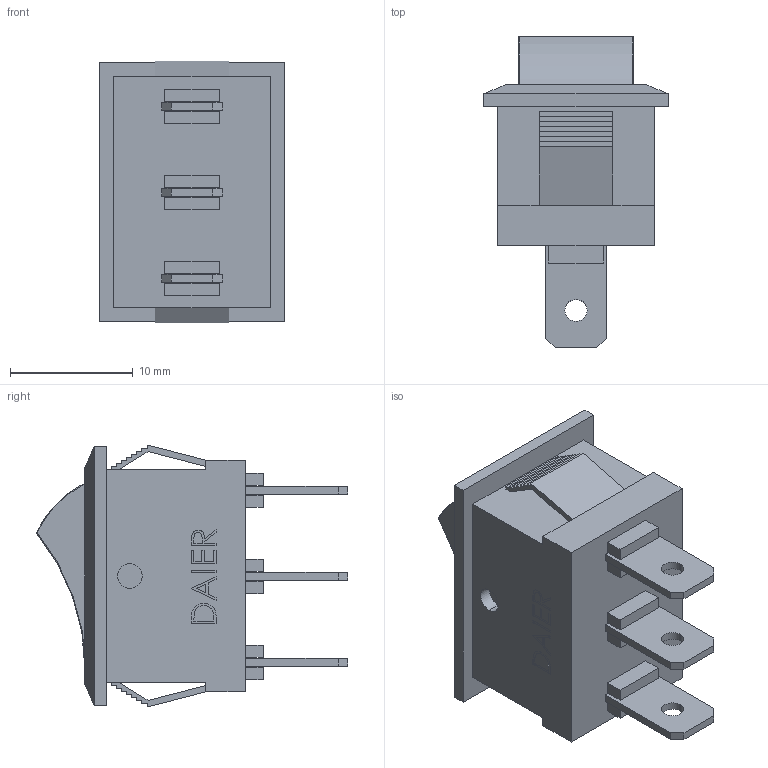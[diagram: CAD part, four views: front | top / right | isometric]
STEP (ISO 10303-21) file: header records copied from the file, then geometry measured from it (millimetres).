
FILE_DESCRIPTION(('FreeCAD Model'),'2;1');
FILE_NAME('Open CASCADE Shape Model','2022-12-01T14:20:52',( 'kicad StepUp'),('ksu MCAD'),'Open CASCADE STEP processor 7.5', 'FreeCAD','Unknown');
FILE_SCHEMA(('AUTOMOTIVE_DESIGN { 1 0 10303 214 1 1 1 1 }'));
Length unit declared in the file: millimetre
Products named in the file (1): panel_on-off_spdt
Bounding box: 15 x 25.29 x 21.3 mm (x, y, z)
Volume: 3412.6 mm3; surface area: 2251.2 mm2
Topology: 1 solids, 1 shells, 488 faces, 1294 edges, 857 vertices
Faces by surface type: plane 341, bspline 111, cylinder 26, torus 6, sphere 4
Entity records: 25771 total; most frequent: CARTESIAN_POINT 10959, ORIENTED_EDGE 2584, DIRECTION 1853, EDGE_CURVE 1292, LINE 993, VECTOR 993, VERTEX_POINT 857, FACE_BOUND 549
